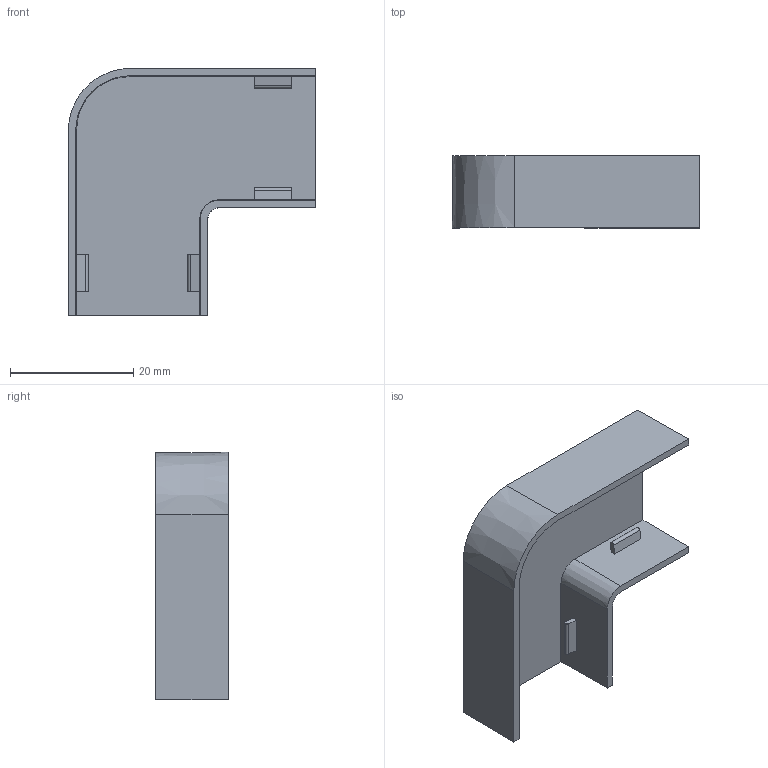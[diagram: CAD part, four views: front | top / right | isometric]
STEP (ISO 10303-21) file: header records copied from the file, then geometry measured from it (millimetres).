
FILE_DESCRIPTION (( 'STEP AP214' ), '1' );
FILE_NAME ('6152600.stp', '2016-05-05T09:34:38', ( '' ), ( '' ), 'SwSTEP 2.0', 'SolidWorks 2014', '' );
FILE_SCHEMA (( 'AUTOMOTIVE_DESIGN' ));
Length unit declared in the file: millimetre
Products named in the file (1): 6152600
Bounding box: 40.1 x 11.7 x 40.1 mm (x, y, z)
Volume: 2946.8 mm3; surface area: 5185 mm2
Topology: 1 solids, 1 shells, 40 faces, 102 edges, 68 vertices
Faces by surface type: plane 30, cylinder 6, cone 4
Entity records: 1240 total; most frequent: CARTESIAN_POINT 211, DIRECTION 204, ORIENTED_EDGE 204, EDGE_CURVE 102, LINE 82, VECTOR 82, VERTEX_POINT 68, AXIS2_PLACEMENT_3D 61
